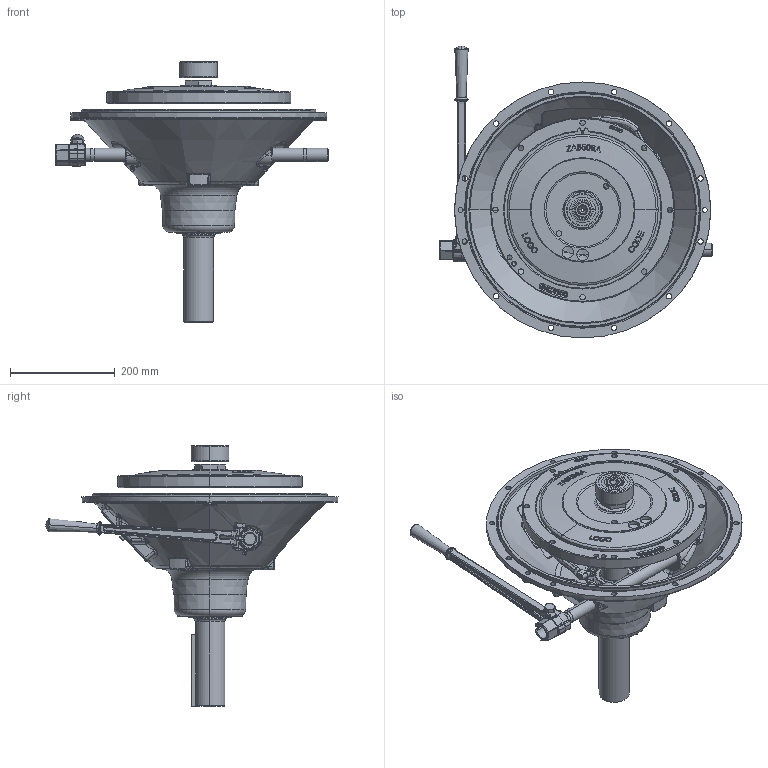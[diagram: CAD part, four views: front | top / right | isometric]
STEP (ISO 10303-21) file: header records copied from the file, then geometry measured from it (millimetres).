
FILE_DESCRIPTION (( 'STEP AP214' ), '1' );
FILE_NAME ('SP111P204.STEP', '2013-11-20T14:52:46', ( 'Windows User' ), ( '' ), 'SwSTEP 2.0', 'SolidWorks 2010', '' );
FILE_SCHEMA (( 'AUTOMOTIVE_DESIGN' ));
Length unit declared in the file: inch
Products named in the file (1): SP111P204
Bounding box: 520.7 x 558.27 x 497.59 mm (x, y, z)
Surface area: 980437.6 mm2 (no closed solid volume)
Topology: 0 solids, 149 shells, 1807 faces, 6424 edges, 4571 vertices
Faces by surface type: bspline 609, plane 422, cylinder 381, torus 196, cone 141, sphere 58
Entity records: 130805 total; most frequent: CARTESIAN_POINT 60024, ORIENTED_EDGE 9586, DIRECTION 8325, EDGE_CURVE 6348, VERTEX_POINT 4563, AXIS2_PLACEMENT_3D 3246, B_SPLINE_CURVE_WITH_KNOTS 2228, CIRCLE 2047
